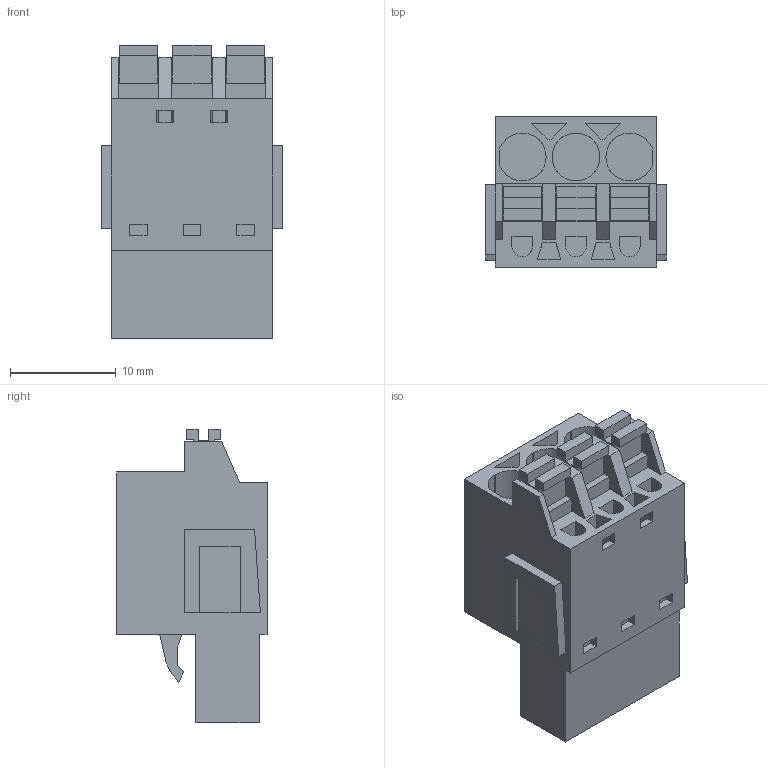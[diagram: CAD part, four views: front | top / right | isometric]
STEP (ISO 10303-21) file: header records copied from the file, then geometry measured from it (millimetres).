
FILE_DESCRIPTION(('CATIA V5 STEP Exchange','CAx-IF Rec.Pracs.--- Model Styling and Organization---1.2---2011-12-15'),'2;1');
FILE_NAME ('D1451499_0_1368820000_1368820000.stp','2017-04-28T09:52:32+00:00',('none'),('Weidmueller'),'CATIA Version 5-6 Release 2014','CATIA V5 STEP AP214','none');
FILE_SCHEMA(('AUTOMOTIVE_DESIGN { 1 0 10303 214 1 1 1 1 }'));
Length unit declared in the file: millimetre
Products named in the file (1): 1368820000
Bounding box: 17.19 x 14.2 x 27.73 mm (x, y, z)
Volume: 3725.4 mm3; surface area: 2914.2 mm2
Topology: 4 solids, 4 shells, 247 faces, 686 edges, 470 vertices
Faces by surface type: plane 224, cylinder 22, extrusion 1
Entity records: 7980 total; most frequent: CARTESIAN_POINT 1489, ORIENTED_EDGE 1372, DIRECTION 1087, EDGE_CURVE 686, VECTOR 641, LINE 640, VERTEX_POINT 470, EDGE_LOOP 278
